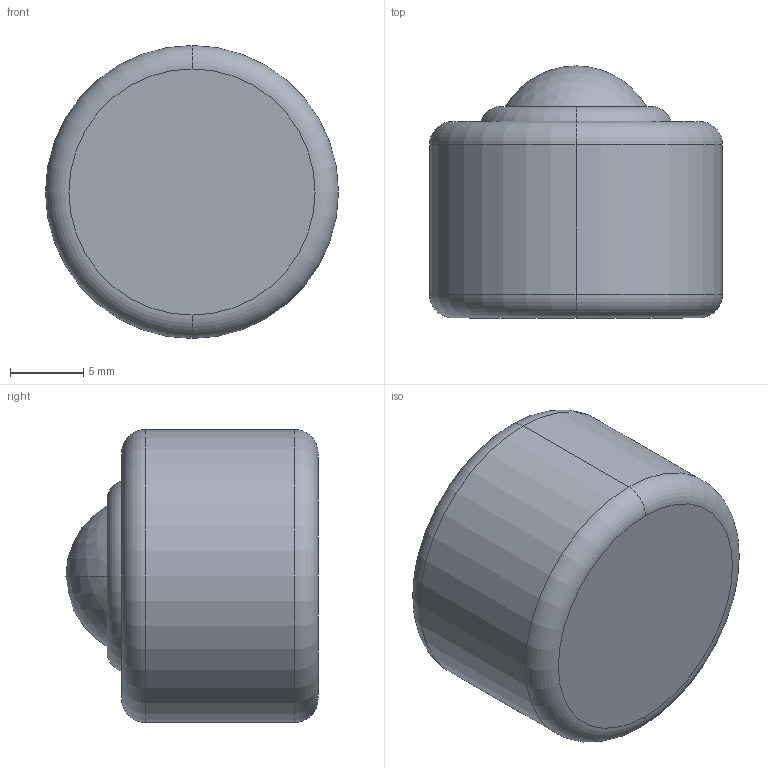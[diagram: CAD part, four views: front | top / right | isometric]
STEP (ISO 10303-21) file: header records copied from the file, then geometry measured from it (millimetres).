
FILE_DESCRIPTION (( 'STEP AP203' ), '1' );
FILE_NAME ('K-142-3S.STEP', '2018-07-06T02:06:29', ( '' ), ( '' ), 'SwSTEP 2.0', 'SolidWorks 2014', '' );
FILE_SCHEMA (( 'CONFIG_CONTROL_DESIGN' ));
Length unit declared in the file: millimetre
Products named in the file (1): K-142-3S
Bounding box: 20 x 17.2 x 20 mm (x, y, z)
Volume: 4342 mm3; surface area: 1735.2 mm2
Topology: 2 solids, 2 shells, 19 faces, 34 edges, 21 vertices
Faces by surface type: cylinder 6, torus 6, plane 5, sphere 2
Entity records: 551 total; most frequent: DIRECTION 102, CARTESIAN_POINT 75, ORIENTED_EDGE 68, AXIS2_PLACEMENT_3D 48, EDGE_CURVE 34, CIRCLE 28, VERTEX_POINT 21, EDGE_LOOP 21
